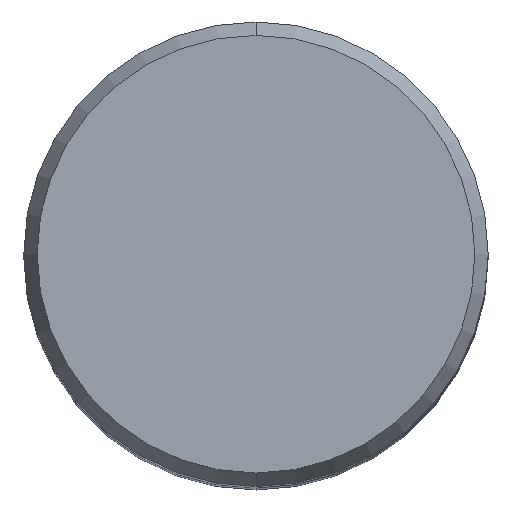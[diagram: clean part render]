
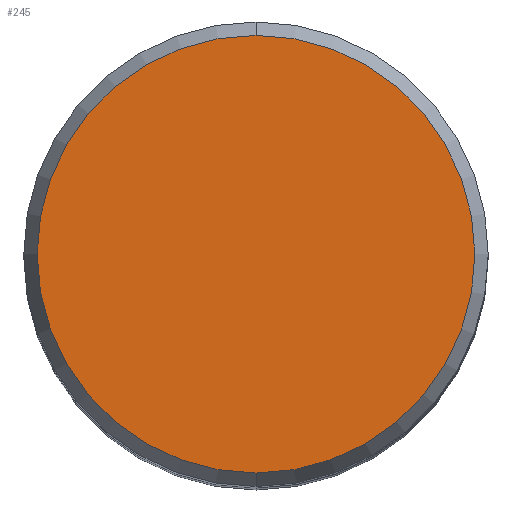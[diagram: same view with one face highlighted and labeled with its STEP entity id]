
A CAD part, top view. The second image highlights one B-rep face of the part: STEP entity #245.
In plain terms, the highlighted planar face has unit normal (0, 0, 1).
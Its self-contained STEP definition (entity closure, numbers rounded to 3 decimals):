
#149=EDGE_CURVE('',#281,#199,#339,.T.);
#165=EDGE_CURVE('',#199,#281,#358,.T.);
#199=VERTEX_POINT('',#399);
#245=ADVANCED_FACE('',(#455),#456,.T.);
#281=VERTEX_POINT('',#492);
#339=CIRCLE('',#555,14.958);
#358=CIRCLE('',#578,14.958);
#399=CARTESIAN_POINT('',(0.,-14.958,0.01));
#455=FACE_OUTER_BOUND('',#691,.T.);
#456=PLANE('',#692);
#492=CARTESIAN_POINT('',(0.0,14.958,0.01));
#555=AXIS2_PLACEMENT_3D('',#784,#785,#786);
#578=AXIS2_PLACEMENT_3D('',#820,#821,#822);
#691=EDGE_LOOP('',(#962,#963));
#692=AXIS2_PLACEMENT_3D('',#964,#965,#966);
#784=CARTESIAN_POINT('',(0.0,0.0,0.01));
#785=DIRECTION('',(0.0,0.0,-1.0));
#786=DIRECTION('',(0.0,1.0,0.0));
#820=CARTESIAN_POINT('',(0.0,0.0,0.01));
#821=DIRECTION('',(0.0,0.0,-1.0));
#822=DIRECTION('',(0.0,1.0,0.0));
#962=ORIENTED_EDGE('',*,*,#149,.F.);
#963=ORIENTED_EDGE('',*,*,#165,.F.);
#964=CARTESIAN_POINT('',(0.0,7.479,0.01));
#965=DIRECTION('',(-0.0,0.0,1.0));
#966=DIRECTION('',(0.0,-1.0,0.0));
